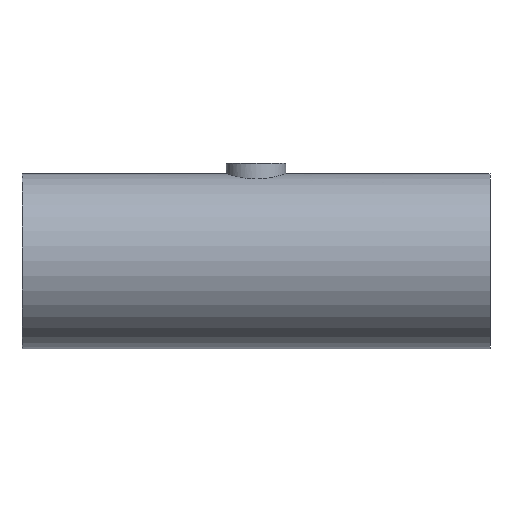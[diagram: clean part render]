
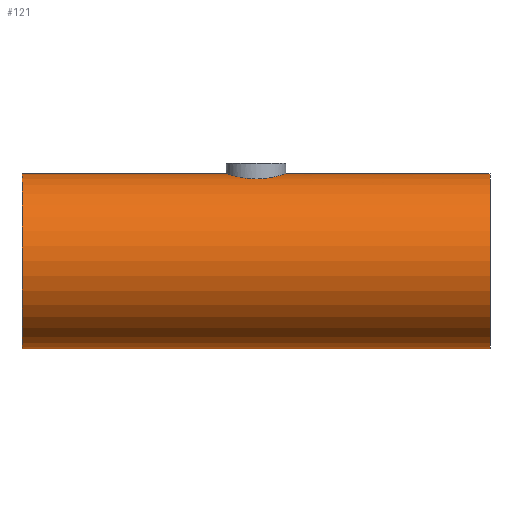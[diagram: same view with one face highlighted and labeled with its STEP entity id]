
A CAD part, front view. The second image highlights one B-rep face of the part: STEP entity #121.
In plain terms, the highlighted cylindrical face has radius 31.75 mm (diameter 63.5 mm), a full revolution.
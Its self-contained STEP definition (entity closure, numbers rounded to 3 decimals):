
#21=FACE_BOUND('',#39,.T.);
#28=FACE_OUTER_BOUND('',#38,.T.);
#38=EDGE_LOOP('',(#104,#105,#106,#107));
#39=EDGE_LOOP('',(#108,#109));
#46=CIRCLE('',#152,31.75);
#47=CIRCLE('',#154,31.75);
#51=LINE('',#286,#55);
#55=VECTOR('',#185,31.75);
#58=B_SPLINE_CURVE_WITH_KNOTS('',3,(#243,#244,#245,#246,#247,#248,#249,
#250,#251,#252),.UNSPECIFIED.,.F.,.F.,(4,2,2,2,4),(0.,0.412,
0.825,1.237,1.649),.UNSPECIFIED.);
#59=B_SPLINE_CURVE_WITH_KNOTS('',3,(#253,#254,#255,#256,#257,#258,#259,
#260,#261,#262,#263,#264,#265,#266,#267,#268,#269,#270,#271,#272,#273,#274,
#275,#276,#277,#278),.UNSPECIFIED.,.F.,.F.,(4,2,2,2,2,2,2,2,2,2,2,2,4),
(1.649,2.062,2.474,2.886,3.299,
3.711,4.123,4.536,4.948,5.36,
5.772,6.185,6.597),.UNSPECIFIED.);
#66=VERTEX_POINT('',#240);
#67=VERTEX_POINT('',#242);
#68=VERTEX_POINT('',#281);
#69=VERTEX_POINT('',#284);
#79=EDGE_CURVE('',#67,#66,#58,.T.);
#80=EDGE_CURVE('',#66,#67,#59,.T.);
#81=EDGE_CURVE('',#68,#68,#46,.T.);
#82=EDGE_CURVE('',#69,#69,#47,.T.);
#83=EDGE_CURVE('',#69,#68,#51,.T.);
#104=ORIENTED_EDGE('',*,*,#82,.F.);
#105=ORIENTED_EDGE('',*,*,#83,.T.);
#106=ORIENTED_EDGE('',*,*,#81,.F.);
#107=ORIENTED_EDGE('',*,*,#83,.F.);
#108=ORIENTED_EDGE('',*,*,#79,.T.);
#109=ORIENTED_EDGE('',*,*,#80,.T.);
#115=CYLINDRICAL_SURFACE('',#153,31.75);
#121=ADVANCED_FACE('',(#28,#21),#115,.T.);
#152=AXIS2_PLACEMENT_3D('',#282,#179,#180);
#153=AXIS2_PLACEMENT_3D('',#283,#181,#182);
#154=AXIS2_PLACEMENT_3D('',#285,#183,#184);
#179=DIRECTION('center_axis',(-1.,0.,0.));
#180=DIRECTION('ref_axis',(0.,1.,0.));
#181=DIRECTION('center_axis',(1.,0.,0.));
#182=DIRECTION('ref_axis',(0.,1.,0.));
#183=DIRECTION('center_axis',(1.,0.,0.));
#184=DIRECTION('ref_axis',(0.,1.,0.));
#185=DIRECTION('',(-1.,0.,0.));
#240=CARTESIAN_POINT('',(-10.85,0.,31.75));
#242=CARTESIAN_POINT('',(0.,-10.85,29.839));
#243=CARTESIAN_POINT('Ctrl Pts',(0.,-10.85,29.839));
#244=CARTESIAN_POINT('Ctrl Pts',(-1.375,-10.85,29.839));
#245=CARTESIAN_POINT('Ctrl Pts',(-2.833,-10.573,29.944));
#246=CARTESIAN_POINT('Ctrl Pts',(-5.502,-9.462,30.313));
#247=CARTESIAN_POINT('Ctrl Pts',(-6.715,-8.629,30.571));
#248=CARTESIAN_POINT('Ctrl Pts',(-8.629,-6.715,31.047));
#249=CARTESIAN_POINT('Ctrl Pts',(-9.462,-5.502,31.299));
#250=CARTESIAN_POINT('Ctrl Pts',(-10.573,-2.832,31.652));
#251=CARTESIAN_POINT('Ctrl Pts',(-10.85,-1.374,31.75));
#252=CARTESIAN_POINT('Ctrl Pts',(-10.85,0.,31.75));
#253=CARTESIAN_POINT('Ctrl Pts',(-10.85,0.,31.75));
#254=CARTESIAN_POINT('Ctrl Pts',(-10.85,1.374,31.75));
#255=CARTESIAN_POINT('Ctrl Pts',(-10.573,2.832,31.652));
#256=CARTESIAN_POINT('Ctrl Pts',(-9.462,5.502,31.299));
#257=CARTESIAN_POINT('Ctrl Pts',(-8.629,6.715,31.047));
#258=CARTESIAN_POINT('Ctrl Pts',(-6.715,8.629,30.571));
#259=CARTESIAN_POINT('Ctrl Pts',(-5.502,9.462,30.313));
#260=CARTESIAN_POINT('Ctrl Pts',(-2.833,10.573,29.944));
#261=CARTESIAN_POINT('Ctrl Pts',(-1.375,10.85,29.839));
#262=CARTESIAN_POINT('Ctrl Pts',(1.375,10.85,29.839));
#263=CARTESIAN_POINT('Ctrl Pts',(2.833,10.573,29.944));
#264=CARTESIAN_POINT('Ctrl Pts',(5.502,9.462,30.313));
#265=CARTESIAN_POINT('Ctrl Pts',(6.715,8.629,30.571));
#266=CARTESIAN_POINT('Ctrl Pts',(8.629,6.715,31.047));
#267=CARTESIAN_POINT('Ctrl Pts',(9.462,5.502,31.299));
#268=CARTESIAN_POINT('Ctrl Pts',(10.573,2.832,31.652));
#269=CARTESIAN_POINT('Ctrl Pts',(10.85,1.374,31.75));
#270=CARTESIAN_POINT('Ctrl Pts',(10.85,-1.374,31.75));
#271=CARTESIAN_POINT('Ctrl Pts',(10.573,-2.832,31.652));
#272=CARTESIAN_POINT('Ctrl Pts',(9.462,-5.502,31.299));
#273=CARTESIAN_POINT('Ctrl Pts',(8.629,-6.715,31.047));
#274=CARTESIAN_POINT('Ctrl Pts',(6.715,-8.629,30.571));
#275=CARTESIAN_POINT('Ctrl Pts',(5.502,-9.462,30.313));
#276=CARTESIAN_POINT('Ctrl Pts',(2.833,-10.573,29.944));
#277=CARTESIAN_POINT('Ctrl Pts',(1.375,-10.85,29.839));
#278=CARTESIAN_POINT('Ctrl Pts',(0.,-10.85,29.839));
#281=CARTESIAN_POINT('',(-85.,-31.75,0.));
#282=CARTESIAN_POINT('Origin',(-85.,0.,0.));
#283=CARTESIAN_POINT('Origin',(0.,0.,0.));
#284=CARTESIAN_POINT('',(85.,-31.75,0.));
#285=CARTESIAN_POINT('Origin',(85.,0.,0.));
#286=CARTESIAN_POINT('',(0.,-31.75,0.));
